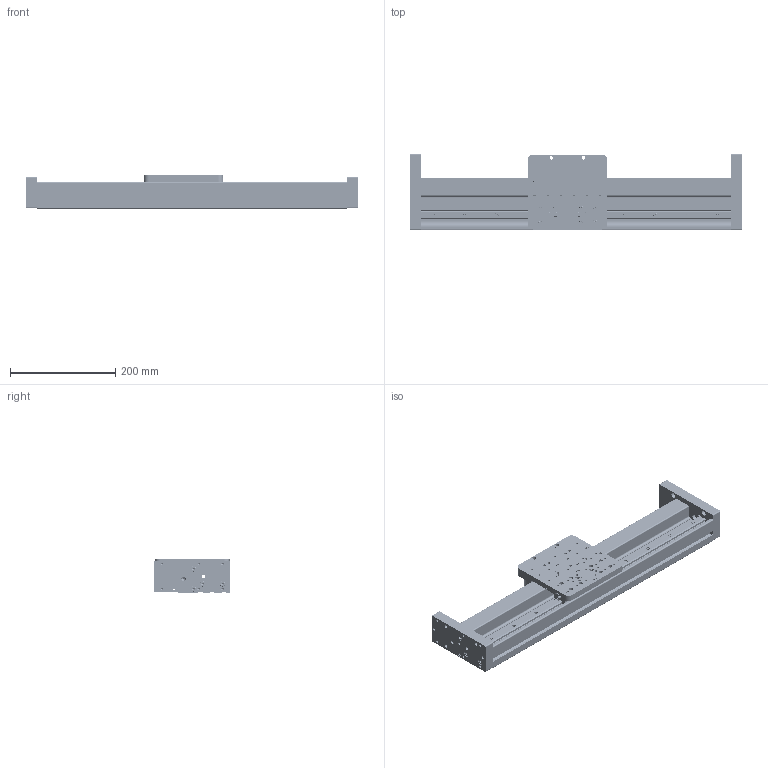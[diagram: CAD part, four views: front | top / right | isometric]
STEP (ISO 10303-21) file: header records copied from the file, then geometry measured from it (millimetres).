
FILE_DESCRIPTION (( 'STEP AP214' ), '1' );
FILE_NAME ('0186-1656_230405_FM01-37-630_435_1CF37Sx120F-HP-BE02-MD01-N.STEP', '2023-04-05T12:56:33', ( '' ), ( '' ), 'SwSTEP 2.0', 'SolidWorks 2022', '' );
FILE_SCHEMA (( 'AUTOMOTIVE_DESIGN' ));
Length unit declared in the file: millimetre
Products named in the file (18): 0150-2189_Hammermutter N8!M4; 0180-0756_F01k-37S-AV; 0230-0235_Zyl.-schr._i-6kt_M4x8_12.9_schwarz; 0186-0332_PS01-37Sx120-V; 0160-3867_FS02k-37Sx590_FS02k-37Sx590; 0230-0205_zyl.-schr._i-6kt_M5x45_8.8_v-b (2); 0186-0804_PL01-20x605!560-HP-PF_PL01-20x605!560-HP-PF; 0186-1639_CF37Sx120F-HP-BE02-MD01-N; 0230-0041_zyl.-schr._i-6kt_M4x16_8.8_v-b; 0230-0320_Zyl.-Schr_I-6kt_n-K_M8x25_8.8_v-b; 0186-1656_230405_FM01-37-630_435_1CF37Sx120F-HP-BE02-MD01-N; 0150-5265_LLTHC 15 U-T2 P5; 0180-0757_F01k-37S-AH; 0230-0220_zyl.-schr._i-6kt_M6x25_8.8_v-b; 0186-1646_FM01-37-630_F01-37Sx600-F; 0180-2508_FM01k-37Sx120-APFix-W-V2; 0160-0806_Kugelscheibe_M8 x17x 8.4_Stahl; 0150-5197_FL01-15x625_FL01-15x625
Assembly tree (53 placements, depth 3):
  0186-1656_230405_FM01-37-630_435_1CF37Sx120F-HP-BE02-MD01-N
    0186-1646_FM01-37-630_F01-37Sx600-F
      0160-3867_FS02k-37Sx590_FS02k-37Sx590
      0150-5197_FL01-15x625_FL01-15x625
      0180-0757_F01k-37S-AH
      0180-0756_F01k-37S-AV
      0160-0806_Kugelscheibe_M8 x17x 8.4_Stahl  x2
      0230-0320_Zyl.-Schr_I-6kt_n-K_M8x25_8.8_v-b
      0186-0804_PL01-20x605!560-HP-PF_PL01-20x605!560-HP-PF
      0230-0220_zyl.-schr._i-6kt_M6x25_8.8_v-b  x8
      0150-2189_Hammermutter N8!M4  x10
      0230-0041_zyl.-schr._i-6kt_M4x16_8.8_v-b  x10
    0186-1639_CF37Sx120F-HP-BE02-MD01-N
      0180-2508_FM01k-37Sx120-APFix-W-V2
      0186-0332_PS01-37Sx120-V
      0230-0205_zyl.-schr._i-6kt_M5x45_8.8_v-b (2)  x3
      0150-5265_LLTHC 15 U-T2 P5  x2
      0230-0235_Zyl.-schr._i-6kt_M4x8_12.9_schwarz  x8
Bounding box: 630 x 145.5 x 63 mm (x, y, z)
Volume: 2297694 mm3; surface area: 670439.2 mm2
Topology: 60 solids, 63 shells, 4958 faces, 11784 edges, 7137 vertices
Faces by surface type: plane 1639, cone 1342, cylinder 1135, bspline 771, torus 69, sphere 2
Full cylindrical faces by diameter (mm): 2.4 x2, 2.7 x3, 3.3 x16, 4 x288, 4.2 x31, 4.3 x8, 4.5 x10, 4.97 x4, 5 x140, 5.4 x3, 5.5 x3, 6 x185, 6.4 x1, 6.6 x18, 6.8 x2, 7 x18, 7.5 x10, 8 x26, 8.4 x2, 8.5 x4, 9 x6, 10 x13, 10.5 x12, 11 x6, 12.5 x1, 13 x1, 17 x2, 19 x1, 20 x3, 21 x1
Entity records: 96922 total; most frequent: CARTESIAN_POINT 38190, ORIENTED_EDGE 11596, DIRECTION 9152, EDGE_CURVE 5798, VERTEX_POINT 4065, EDGE_LOOP 3509, AXIS2_PLACEMENT_3D 3109, VECTOR 2934
